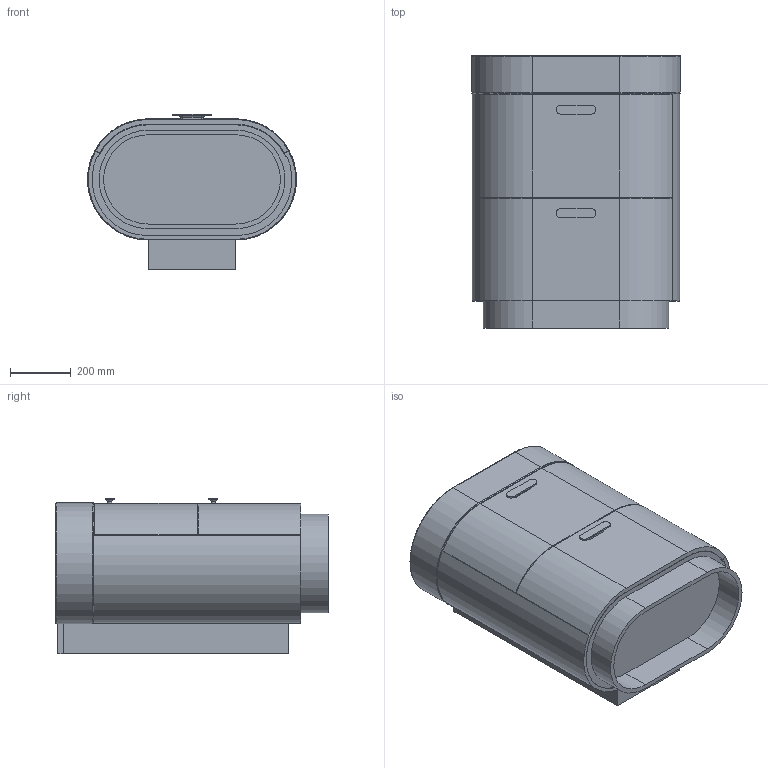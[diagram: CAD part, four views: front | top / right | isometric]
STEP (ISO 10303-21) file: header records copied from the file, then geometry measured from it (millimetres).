
FILE_DESCRIPTION (( 'STEP AP214' ), '1' );
FILE_NAME ('Bilbao_848170.STEP', '2022-03-15T14:02:10', ( '' ), ( '' ), 'SwSTEP 2.0', 'SolidWorks 2021', '' );
FILE_SCHEMA (( 'AUTOMOTIVE_DESIGN' ));
Length unit declared in the file: millimetre
Products named in the file (1): Bilbao_848170
Bounding box: 690 x 900 x 513 mm (x, y, z)
Volume: 59471765.8 mm3; surface area: 7121042.9 mm2
Topology: 28 solids, 28 shells, 461 faces, 1120 edges, 736 vertices
Faces by surface type: plane 261, cylinder 183, bspline 11, torus 4, cone 2
Entity records: 15825 total; most frequent: CARTESIAN_POINT 4433, DIRECTION 2293, ORIENTED_EDGE 2238, EDGE_CURVE 1119, AXIS2_PLACEMENT_3D 792, VERTEX_POINT 736, LINE 709, VECTOR 709
